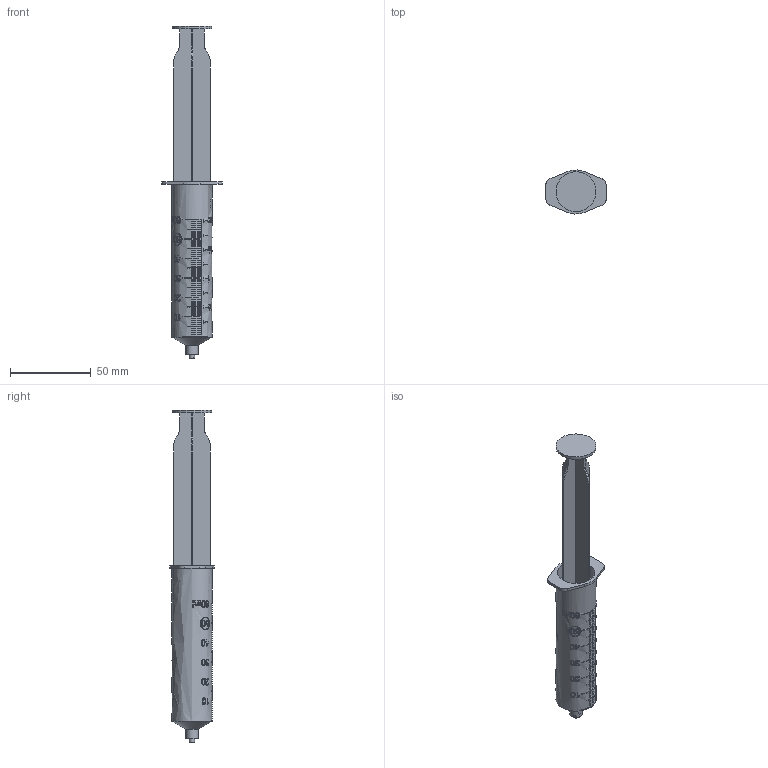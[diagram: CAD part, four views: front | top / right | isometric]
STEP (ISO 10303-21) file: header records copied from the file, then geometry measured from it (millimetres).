
FILE_DESCRIPTION(('FreeCAD Model'),'2;1');
FILE_NAME('Open CASCADE Shape Model','2025-04-29T20:26:59',('FreeCAD'),( 'FreeCAD'),'Open CASCADE STEP processor 7.6','FreeCAD','Unknown');
FILE_SCHEMA(('AUTOMOTIVE_DESIGN { 1 0 10303 214 1 1 1 1 }'));
Products named in the file (1): Open CASCADE STEP translator 7.6 1
Bounding box: 37.3 x 27.3 x 205.9 mm (x, y, z)
Volume: 16936.8 mm3; surface area: 29271.3 mm2
Topology: 3 solids, 3 shells, 1166 faces, 3128 edges, 2082 vertices
Faces by surface type: bspline 1166
Entity records: 41560 total; most frequent: CARTESIAN_POINT 22900, ORIENTED_EDGE 6254, EDGE_CURVE 3127, B_SPLINE_CURVE_WITH_KNOTS 2428, VERTEX_POINT 2082, FACE_BOUND 1283, EDGE_LOOP 1283, ADVANCED_FACE 1166
